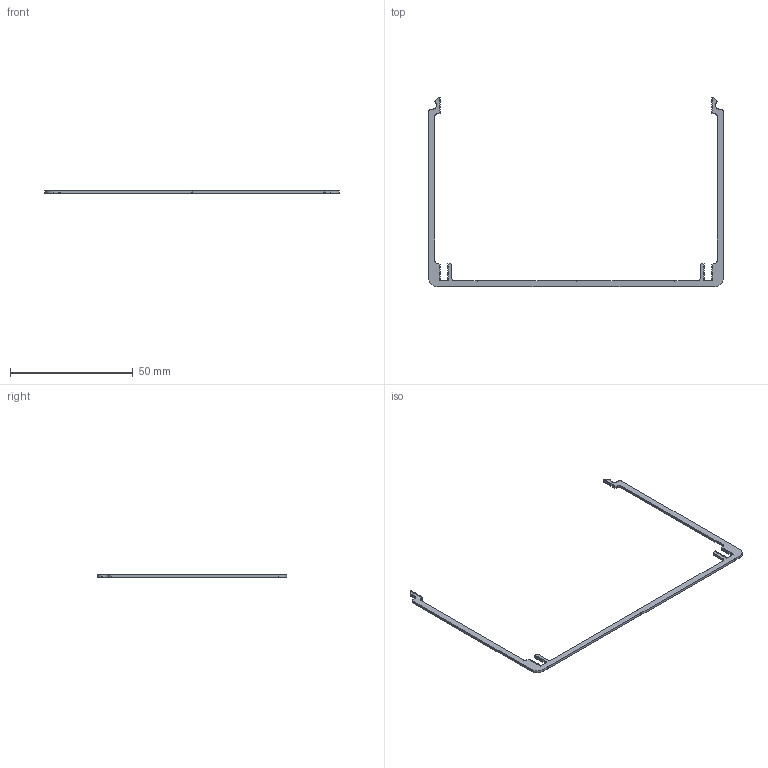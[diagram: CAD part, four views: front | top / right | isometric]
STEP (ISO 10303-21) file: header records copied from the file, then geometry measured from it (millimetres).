
FILE_DESCRIPTION((''),'2;1');
FILE_NAME('SP1340N_A.stp','2009-08-04T08:30:59',('Marina Kaa'),(''),'Autodesk Inventor 11','Autodesk Inventor 11','');
FILE_SCHEMA(('AUTOMOTIVE_DESIGN { 1 0 10303 214 1 1 1 1 }'));
Length unit declared in the file: millimetre
Products named in the file (1): SP1340N_A
Bounding box: 120 x 77.33 x 1 mm (x, y, z)
Volume: 713.9 mm3; surface area: 2030 mm2
Topology: 1 solids, 1 shells, 296 faces, 882 edges, 588 vertices
Faces by surface type: plane 158, cylinder 138
Entity records: 10025 total; most frequent: CARTESIAN_POINT 1767, ORIENTED_EDGE 1764, DIRECTION 1752, EDGE_CURVE 882, VECTOR 606, LINE 606, VERTEX_POINT 588, AXIS2_PLACEMENT_3D 573
